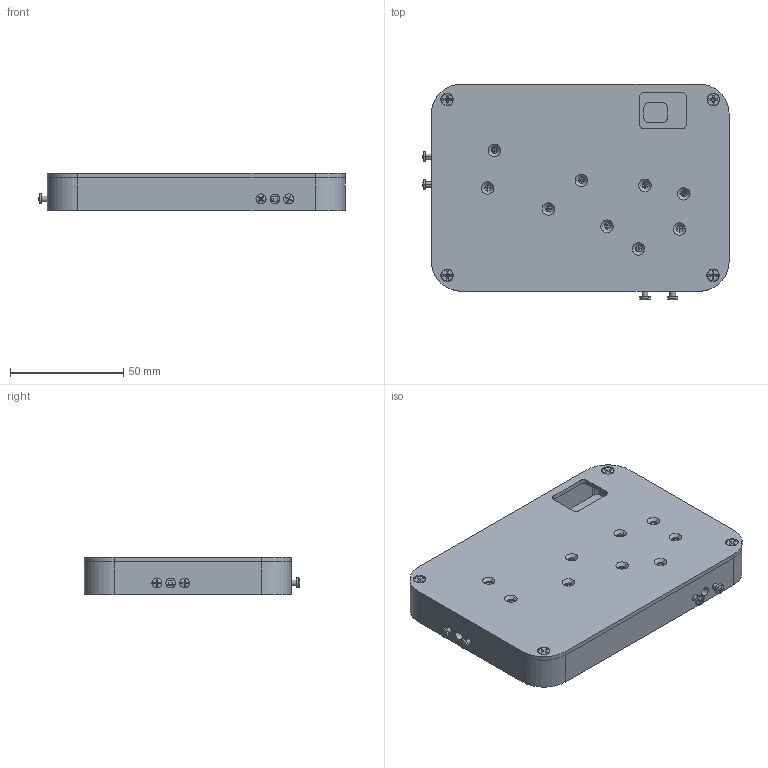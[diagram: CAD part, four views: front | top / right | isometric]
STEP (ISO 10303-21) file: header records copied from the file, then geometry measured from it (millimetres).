
FILE_DESCRIPTION (( 'STEP AP214' ), '1' );
FILE_NAME ('AssemblyWITHCUP.STEP', '2021-09-26T13:43:35', ( '' ), ( '' ), 'SwSTEP 2.0', 'SolidWorks 2021', '' );
FILE_SCHEMA (( 'AUTOMOTIVE_DESIGN' ));
Length unit declared in the file: millimetre
Products named in the file (6): BoardCup; AssemblyWITHCUP; BoardShape; M2.5Cylscrew; BoardCase; M2.5Hidescrew
Assembly tree (20 placements, depth 2):
  AssemblyWITHCUP
    BoardCase
    BoardShape
    M2.5Cylscrew  x4
    M2.5Hidescrew  x13
    BoardCup
Bounding box: 135.18 x 95.18 x 16.5 mm (x, y, z)
Volume: 93703.7 mm3; surface area: 70896.2 mm2
Topology: 20 solids, 20 shells, 811 faces, 2165 edges, 1389 vertices
Faces by surface type: plane 417, cylinder 274, cone 112, sphere 8
Entity records: 17047 total; most frequent: DIRECTION 3055, CARTESIAN_POINT 2915, ORIENTED_EDGE 2834, EDGE_CURVE 1417, AXIS2_PLACEMENT_3D 1101, VERTEX_POINT 921, LINE 853, VECTOR 853
